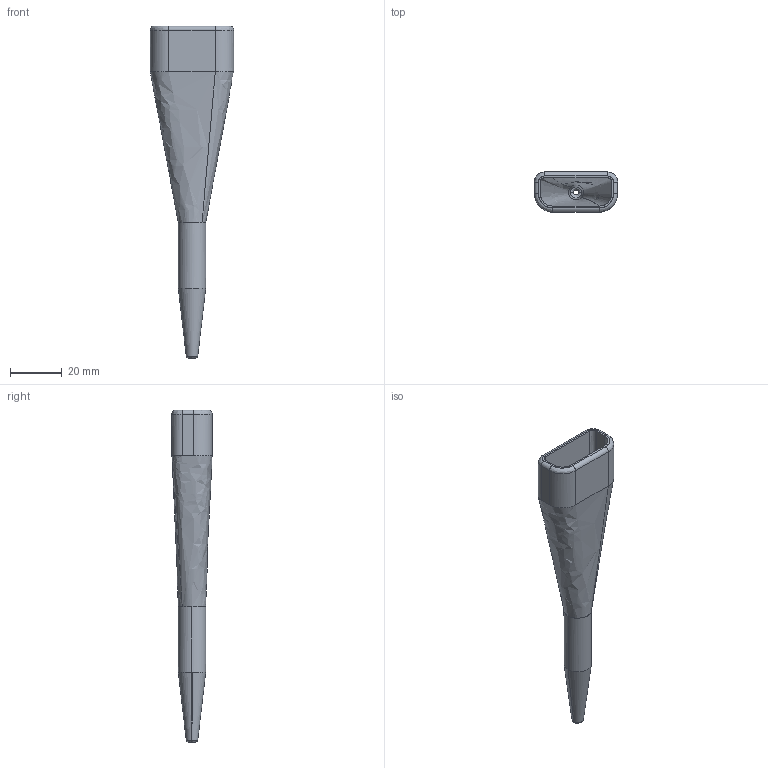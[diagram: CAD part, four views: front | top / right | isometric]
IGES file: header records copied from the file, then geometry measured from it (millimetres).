
Start section: SolidWorks IGES file using analytic representation for surfaces
Global section: file name: 476317F-.078.IGS; native system: SolidWorks 2020; preprocessor: SolidWorks 2020; author: office; date: 210526.082006; units: inch
Bounding box: 32.31 x 15.54 x 128.6 mm (x, y, z)
Surface area: 11167.6 mm2 (no closed solid volume)
Topology: 0 solids, 0 shells, 44 faces, 839 edges, 839 vertices
Faces by surface type: bspline 22, revolution 22
